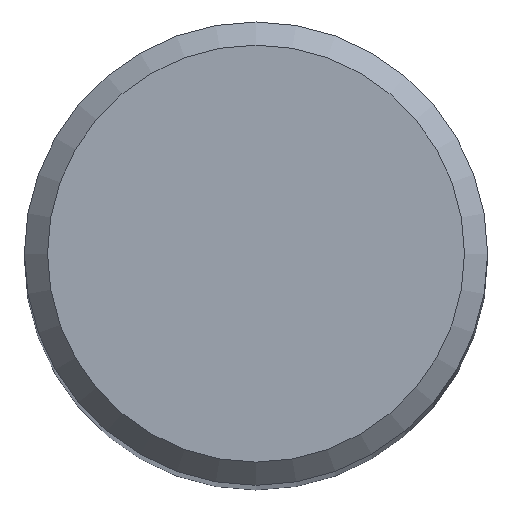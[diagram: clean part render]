
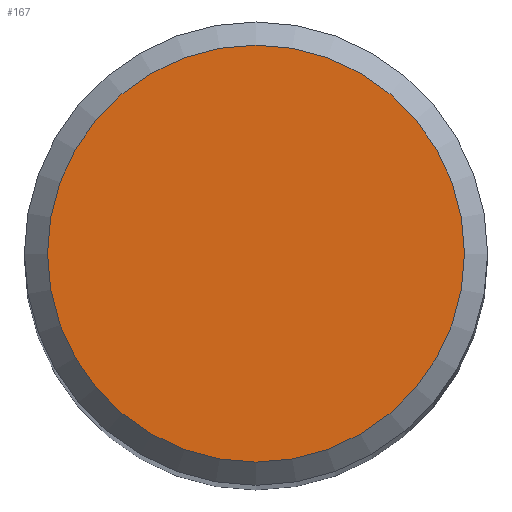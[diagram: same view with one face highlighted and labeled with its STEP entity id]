
A CAD part, top view. The second image highlights one B-rep face of the part: STEP entity #167.
In plain terms, the highlighted planar face has unit normal (0, 0, 1).
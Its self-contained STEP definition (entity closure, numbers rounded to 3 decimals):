
#32 = ORIENTED_EDGE ( 'NONE', *, *, #222, .F. ) ;
#39 = DIRECTION ( 'NONE',  ( 0., 1., 0. ) ) ;
#54 = PLANE ( 'NONE',  #220 ) ;
#55 = CIRCLE ( 'NONE', #61, 4.5 ) ;
#61 = AXIS2_PLACEMENT_3D ( 'NONE', #75, #104, #39 ) ;
#73 = EDGE_LOOP ( 'NONE', ( #32 ) ) ;
#75 = CARTESIAN_POINT ( 'NONE',  ( 0., 0., 72. ) ) ;
#76 = DIRECTION ( 'NONE',  ( 0., 0., -1. ) ) ;
#78 = CARTESIAN_POINT ( 'NONE',  ( 0., 4.5, 72. ) ) ;
#104 = DIRECTION ( 'NONE',  ( 0., 0., -1. ) ) ;
#118 = FACE_OUTER_BOUND ( 'NONE', #73, .T. ) ;
#119 = VERTEX_POINT ( 'NONE', #78 ) ;
#167 = ADVANCED_FACE ( 'NONE', ( #118 ), #54, .F. ) ;
#181 = DIRECTION ( 'NONE',  ( 0., 1., 0. ) ) ;
#197 = CARTESIAN_POINT ( 'NONE',  ( 0., 0., 72. ) ) ;
#220 = AXIS2_PLACEMENT_3D ( 'NONE', #197, #76, #181 ) ;
#222 = EDGE_CURVE ( 'NONE', #119, #119, #55, .T. ) ;
